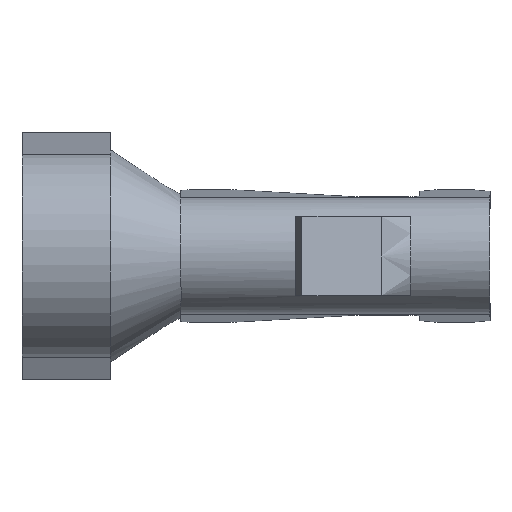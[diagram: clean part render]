
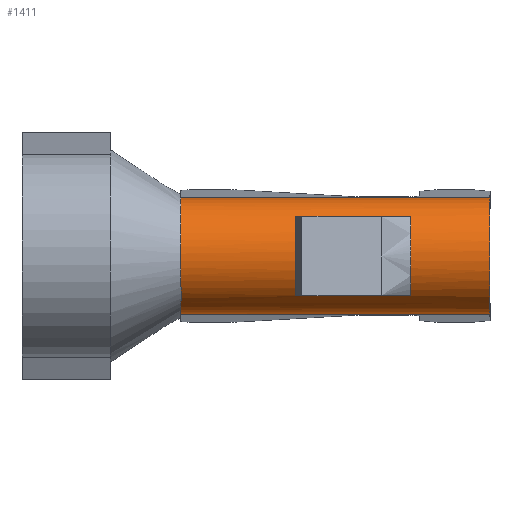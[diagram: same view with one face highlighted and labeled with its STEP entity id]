
A CAD part, front view. The second image highlights one B-rep face of the part: STEP entity #1411.
In plain terms, the highlighted cylindrical face has radius 0.838 mm (diameter 1.676 mm), a partial arc.
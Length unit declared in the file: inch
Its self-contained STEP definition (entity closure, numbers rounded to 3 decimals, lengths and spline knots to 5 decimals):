
#7 = VECTOR ( 'NONE', #2158, 39.37008 ) ;
#28 = CARTESIAN_POINT ( 'NONE',  ( 0., -0.00309, 0.03285 ) ) ;
#36 = CYLINDRICAL_SURFACE ( 'NONE', #49, 0.033 ) ;
#49 = AXIS2_PLACEMENT_3D ( 'NONE', #1582, #628, #1380 ) ;
#67 = CARTESIAN_POINT ( 'NONE',  ( -0.175, -0.00309, 0.03285 ) ) ;
#81 = CARTESIAN_POINT ( 'NONE',  ( -0.17498, -0.02933, -0.01566 ) ) ;
#91 = DIRECTION ( 'NONE',  ( 0., 0., -1. ) ) ;
#173 = VECTOR ( 'NONE', #1661, 39.37008 ) ;
#180 = DIRECTION ( 'NONE',  ( 0., 0., 1. ) ) ;
#198 = VERTEX_POINT ( 'NONE', #28 ) ;
#209 = CARTESIAN_POINT ( 'NONE',  ( -0.045, -0.03045, 0.01278 ) ) ;
#215 = ORIENTED_EDGE ( 'NONE', *, *, #2551, .T. ) ;
#251 = DIRECTION ( 'NONE',  ( 1., 0., 0. ) ) ;
#271 = CARTESIAN_POINT ( 'NONE',  ( -0.1, -0.02414, 0.0225 ) ) ;
#281 = CARTESIAN_POINT ( 'NONE',  ( -0.17496, -0.02171, -0.02518 ) ) ;
#290 = ORIENTED_EDGE ( 'NONE', *, *, #2495, .T. ) ;
#314 = CARTESIAN_POINT ( 'NONE',  ( -0.045, -0.02414, 0.0225 ) ) ;
#360 = CIRCLE ( 'NONE', #2415, 0.033 ) ;
#378 = CARTESIAN_POINT ( 'NONE',  ( -0.045, -0.02952, -0.01541 ) ) ;
#450 = B_SPLINE_CURVE_WITH_KNOTS ( 'NONE', 3,
 ( #314, #1647, #1837, #704 ),
 .UNSPECIFIED., .F., .F.,
 ( 4, 4 ),
 ( 0., 0.00029 ),
 .UNSPECIFIED. ) ;
#469 = CARTESIAN_POINT ( 'NONE',  ( -0.175, -0.01109, 0.03135 ) ) ;
#477 = CARTESIAN_POINT ( 'NONE',  ( -0.175, -0.01116, -0.03132 ) ) ;
#543 = LINE ( 'NONE', #1207, #7 ) ;
#575 = CARTESIAN_POINT ( 'NONE',  ( -0.045, -0.03321, -0.00255 ) ) ;
#628 = DIRECTION ( 'NONE',  ( 1., 0., 0. ) ) ;
#629 = FACE_OUTER_BOUND ( 'NONE', #798, .T. ) ;
#667 = CARTESIAN_POINT ( 'NONE',  ( -0.17498, -0.02167, 0.02522 ) ) ;
#677 = CARTESIAN_POINT ( 'NONE',  ( -0.175, -0.00309, -0.03285 ) ) ;
#700 = CARTESIAN_POINT ( 'NONE',  ( 0., -0.00309, -0.03285 ) ) ;
#704 = CARTESIAN_POINT ( 'NONE',  ( -0.045, -0.03045, 0.01278 ) ) ;
#798 = EDGE_LOOP ( 'NONE', ( #1366, #1555, #1321, #215 ) ) ;
#824 = CARTESIAN_POINT ( 'NONE',  ( -0.175, -0.00309, 0.03285 ) ) ;
#850 = CARTESIAN_POINT ( 'NONE',  ( -0.17503, -0.02931, 0.01569 ) ) ;
#872 = CARTESIAN_POINT ( 'NONE',  ( -0.1, 0., 0. ) ) ;
#889 = CARTESIAN_POINT ( 'NONE',  ( -0.045, -0.03128, 0.01074 ) ) ;
#898 = B_SPLINE_CURVE_WITH_KNOTS ( 'NONE', 3,
 ( #1452, #889, #2473, #1265 ),
 .UNSPECIFIED., .F., .F.,
 ( 4, 4 ),
 ( 0., 1. ),
 .UNSPECIFIED. ) ;
#956 = ORIENTED_EDGE ( 'NONE', *, *, #2462, .F. ) ;
#984 = ORIENTED_EDGE ( 'NONE', *, *, #2519, .T. ) ;
#1038 = CARTESIAN_POINT ( 'NONE',  ( -0.17509, -0.033, 0.00406 ) ) ;
#1040 = LINE ( 'NONE', #824, #1493 ) ;
#1059 = DIRECTION ( 'NONE',  ( 0., 0., -1. ) ) ;
#1061 = EDGE_CURVE ( 'NONE', #1323, #1912, #1611, .T. ) ;
#1063 = EDGE_CURVE ( 'NONE', #1723, #1323, #2229, .T. ) ;
#1081 = ORIENTED_EDGE ( 'NONE', *, *, #1063, .F. ) ;
#1090 = CARTESIAN_POINT ( 'NONE',  ( -0.175, -0.00309, -0.03285 ) ) ;
#1139 = CARTESIAN_POINT ( 'NONE',  ( -0.045, -0.0272, -0.01921 ) ) ;
#1150 = VERTEX_POINT ( 'NONE', #1734 ) ;
#1207 = CARTESIAN_POINT ( 'NONE',  ( -0.1, -0.02414, -0.0225 ) ) ;
#1226 = CARTESIAN_POINT ( 'NONE',  ( -0.175, -0.00717, 0.03247 ) ) ;
#1235 = CARTESIAN_POINT ( 'NONE',  ( -0.17502, -0.03224, -0.00812 ) ) ;
#1243 = DIRECTION ( 'NONE',  ( 1., 0., 0. ) ) ;
#1262 = DIRECTION ( 'NONE',  ( 1., 0., 0. ) ) ;
#1265 = CARTESIAN_POINT ( 'NONE',  ( -0.045, -0.03237, 0.00648 ) ) ;
#1305 = LINE ( 'NONE', #2045, #1755 ) ;
#1316 = DIRECTION ( 'NONE',  ( -1., 0., 0. ) ) ;
#1321 = ORIENTED_EDGE ( 'NONE', *, *, #2440, .T. ) ;
#1323 = VERTEX_POINT ( 'NONE', #2381 ) ;
#1366 = ORIENTED_EDGE ( 'NONE', *, *, #2450, .F. ) ;
#1380 = DIRECTION ( 'NONE',  ( 0., 0., -1. ) ) ;
#1387 = ORIENTED_EDGE ( 'NONE', *, *, #2401, .F. ) ;
#1393 = CARTESIAN_POINT ( 'NONE',  ( -0.175, -0.00309, -0.03285 ) ) ;
#1411 = ADVANCED_FACE ( 'NONE', ( #629, #2125 ), #36, .T. ) ;
#1422 = CARTESIAN_POINT ( 'NONE',  ( -0.17495, -0.02714, -0.0192 ) ) ;
#1452 = CARTESIAN_POINT ( 'NONE',  ( -0.045, -0.03045, 0.01278 ) ) ;
#1493 = VECTOR ( 'NONE', #251, 39.37008 ) ;
#1515 = VERTEX_POINT ( 'NONE', #271 ) ;
#1517 = CARTESIAN_POINT ( 'NONE',  ( -0.045, -0.02414, -0.0225 ) ) ;
#1555 = ORIENTED_EDGE ( 'NONE', *, *, #2406, .F. ) ;
#1582 = CARTESIAN_POINT ( 'NONE',  ( -0.175, 0., 0. ) ) ;
#1611 = CIRCLE ( 'NONE', #1749, 0.033 ) ;
#1618 = CARTESIAN_POINT ( 'NONE',  ( -0.17498, -0.0184, -0.02769 ) ) ;
#1647 = CARTESIAN_POINT ( 'NONE',  ( -0.045, -0.02681, 0.01963 ) ) ;
#1661 = DIRECTION ( 'NONE',  ( 1., 0., 0. ) ) ;
#1703 = LINE ( 'NONE', #1090, #173 ) ;
#1712 = CARTESIAN_POINT ( 'NONE',  ( -0.04502, -0.03256, -0.007 ) ) ;
#1717 = VERTEX_POINT ( 'NONE', #2166 ) ;
#1723 = VERTEX_POINT ( 'NONE', #2360 ) ;
#1734 = CARTESIAN_POINT ( 'NONE',  ( -0.175, -0.00309, 0.03285 ) ) ;
#1739 = VERTEX_POINT ( 'NONE', #209 ) ;
#1749 = AXIS2_PLACEMENT_3D ( 'NONE', #2533, #1316, #180 ) ;
#1755 = VECTOR ( 'NONE', #1262, 39.37008 ) ;
#1779 = ORIENTED_EDGE ( 'NONE', *, *, #1061, .F. ) ;
#1798 = CARTESIAN_POINT ( 'NONE',  ( -0.17499, -0.01839, 0.0277 ) ) ;
#1808 = CARTESIAN_POINT ( 'NONE',  ( -0.175, -0.00717, -0.03247 ) ) ;
#1837 = CARTESIAN_POINT ( 'NONE',  ( -0.04498, -0.02891, 0.01639 ) ) ;
#1871 = VERTEX_POINT ( 'NONE', #700 ) ;
#1909 = CARTESIAN_POINT ( 'NONE',  ( -0.045, -0.03294, 0.00193 ) ) ;
#1912 = VERTEX_POINT ( 'NONE', #2478 ) ;
#1953 = EDGE_LOOP ( 'NONE', ( #1387, #956, #290, #2484, #984, #1779, #1081 ) ) ;
#2010 = CARTESIAN_POINT ( 'NONE',  ( -0.17497, -0.02714, 0.01921 ) ) ;
#2045 = CARTESIAN_POINT ( 'NONE',  ( -0.1, -0.02414, 0.0225 ) ) ;
#2125 = FACE_BOUND ( 'NONE', #1953, .T. ) ;
#2158 = DIRECTION ( 'NONE',  ( 1., 0., 0. ) ) ;
#2166 = CARTESIAN_POINT ( 'NONE',  ( -0.045, -0.02414, 0.0225 ) ) ;
#2222 = CARTESIAN_POINT ( 'NONE',  ( -0.17514, -0.03224, 0.00814 ) ) ;
#2229 = B_SPLINE_CURVE_WITH_KNOTS ( 'NONE', 3,
 ( #1517, #1139, #378, #1712, #575, #1909 ),
 .UNSPECIFIED., .F., .F.,
 ( 4, 2, 4 ),
 ( 0., 0.00034, 0.00067 ),
 .UNSPECIFIED. ) ;
#2242 = DIRECTION ( 'NONE',  ( 1., 0., 0. ) ) ;
#2246 = VERTEX_POINT ( 'NONE', #1393 ) ;
#2278 = AXIS2_PLACEMENT_3D ( 'NONE', #2439, #1243, #91 ) ;
#2360 = CARTESIAN_POINT ( 'NONE',  ( -0.045, -0.02414, -0.0225 ) ) ;
#2381 = CARTESIAN_POINT ( 'NONE',  ( -0.045, -0.03294, 0.00193 ) ) ;
#2401 = EDGE_CURVE ( 'NONE', #2545, #1723, #543, .T. ) ;
#2406 = EDGE_CURVE ( 'NONE', #1150, #198, #1040, .T. ) ;
#2415 = AXIS2_PLACEMENT_3D ( 'NONE', #872, #2242, #1059 ) ;
#2433 = CARTESIAN_POINT ( 'NONE',  ( -0.17498, -0.033, -0.00403 ) ) ;
#2439 = CARTESIAN_POINT ( 'NONE',  ( 0., 0., 0. ) ) ;
#2440 = EDGE_CURVE ( 'NONE', #1150, #2246, #2548, .T. ) ;
#2442 = CIRCLE ( 'NONE', #2278, 0.033 ) ;
#2450 = EDGE_CURVE ( 'NONE', #198, #1871, #2442, .T. ) ;
#2462 = EDGE_CURVE ( 'NONE', #1515, #2545, #360, .T. ) ;
#2473 = CARTESIAN_POINT ( 'NONE',  ( -0.045, -0.03193, 0.00863 ) ) ;
#2478 = CARTESIAN_POINT ( 'NONE',  ( -0.045, -0.03237, 0.00648 ) ) ;
#2481 = CARTESIAN_POINT ( 'NONE',  ( -0.1, -0.02414, -0.0225 ) ) ;
#2484 = ORIENTED_EDGE ( 'NONE', *, *, #2501, .T. ) ;
#2495 = EDGE_CURVE ( 'NONE', #1515, #1717, #1305, .T. ) ;
#2501 = EDGE_CURVE ( 'NONE', #1717, #1739, #450, .T. ) ;
#2519 = EDGE_CURVE ( 'NONE', #1739, #1912, #898, .T. ) ;
#2533 = CARTESIAN_POINT ( 'NONE',  ( -0.045, 0., 0. ) ) ;
#2545 = VERTEX_POINT ( 'NONE', #2481 ) ;
#2548 = B_SPLINE_CURVE_WITH_KNOTS ( 'NONE', 3,
 ( #67, #1226, #469, #1798, #667, #2010, #850, #2222, #1038, #2433, #1235, #81, #1422, #281, #1618, #477, #1808, #677 ),
 .UNSPECIFIED., .F., .F.,
 ( 4, 2, 2, 2, 2, 2, 2, 2, 4 ),
 ( 0., 0.00031, 0.00062, 0.00092, 0.00123, 0.00154, 0.00185, 0.00216, 0.00246 ),
 .UNSPECIFIED. ) ;
#2551 = EDGE_CURVE ( 'NONE', #2246, #1871, #1703, .T. ) ;
